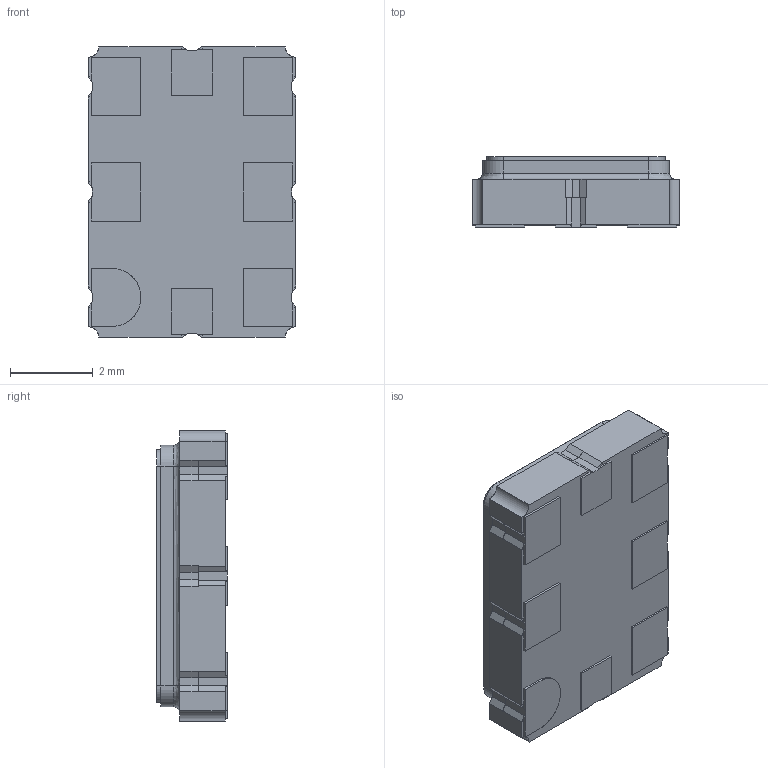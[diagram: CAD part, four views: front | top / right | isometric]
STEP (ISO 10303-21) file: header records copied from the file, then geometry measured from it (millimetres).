
FILE_DESCRIPTION(('FreeCAD Model'),'2;1');
FILE_NAME('Open CASCADE Shape Model','2025-05-07T16:14:10',('Author'),( ''),'Open CASCADE STEP processor 7.6','FreeCAD','Unknown');
FILE_SCHEMA(('AUTOMOTIVE_DESIGN { 1 0 10303 214 1 1 1 1 }'));
Length unit declared in the file: millimetre
Products named in the file (1): Si570
Bounding box: 5 x 1.7 x 7 mm (x, y, z)
Surface area: 107.8 mm2 (no closed solid volume)
Topology: 0 solids, 249 shells, 249 faces, 1980 edges, 1980 vertices
Faces by surface type: bspline 232, revolution 17
Entity records: 35199 total; most frequent: CARTESIAN_POINT 13099, B_SPLINE_CURVE_WITH_KNOTS 2780, ORIENTED_EDGE 1980, EDGE_CURVE 1980, VERTEX_POINT 1980, SURFACE_CURVE 1980, PCURVE 1980, DEFINITIONAL_REPRESENTATION 1980
